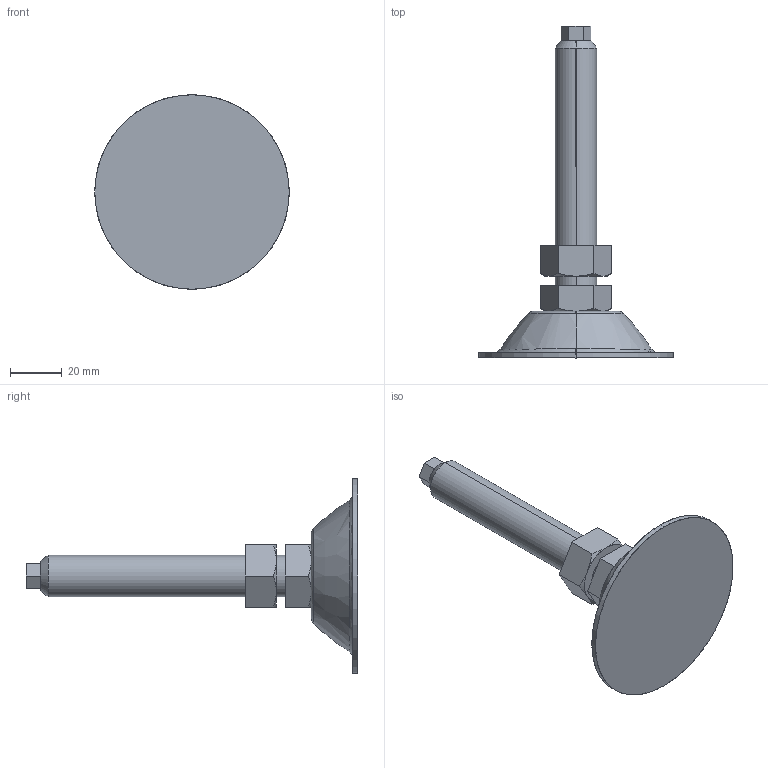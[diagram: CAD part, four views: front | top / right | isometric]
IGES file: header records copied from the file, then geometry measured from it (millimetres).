
Start section: SolidWorks IGES file using analytic representation for surfaces
Global section: file name: KC-275-A-HEX-3.IGS; native system: SolidWorks 2011; preprocessor: SolidWorks 2011; author: 1337yo; date: 120612.101548; units: millimetre
Bounding box: 75 x 128 x 75 mm (x, y, z)
Surface area: 20026.8 mm2 (no closed solid volume)
Topology: 0 solids, 0 shells, 68 faces, 944 edges, 944 vertices
Faces by surface type: revolution 34, bspline 34
